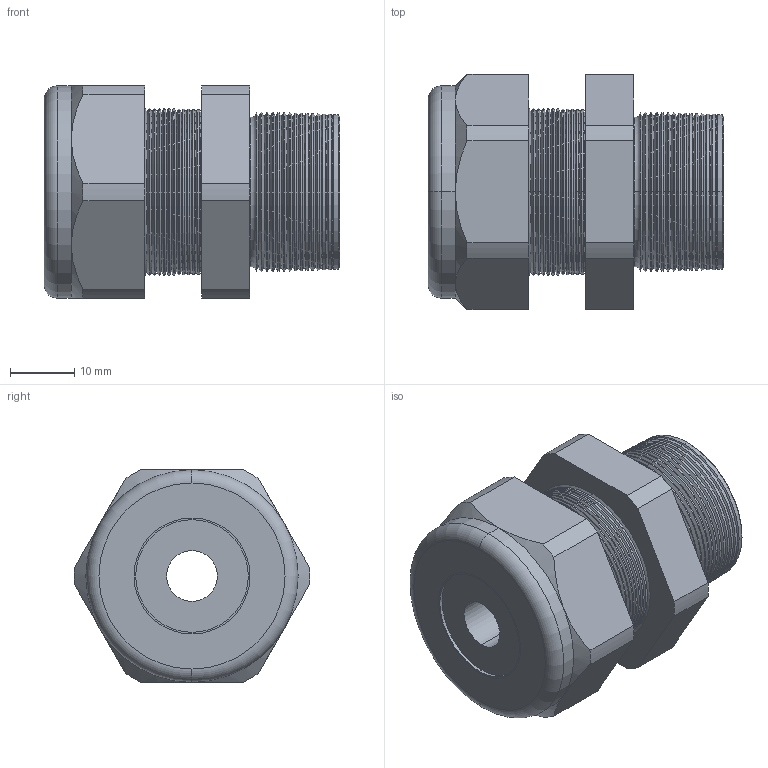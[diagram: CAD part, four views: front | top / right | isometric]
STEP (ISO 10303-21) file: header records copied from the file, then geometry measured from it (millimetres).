
FILE_DESCRIPTION (( 'STEP AP203' ), '1' );
FILE_NAME ('CD21N5-BK.STEP', '2008-11-25T07:25:02', ( 'BSI00' ), ( '' ), 'SwSTEP 2.0', 'SolidWorks 2007', '' );
FILE_SCHEMA (( 'CONFIG_CONTROL_DESIGN' ));
Length unit declared in the file: inch
Products named in the file (1): CD21N5-BK
Bounding box: 45.97 x 36.64 x 33.02 mm (x, y, z)
Volume: 22013.2 mm3; surface area: 11788.1 mm2
Topology: 2 solids, 4 shells, 226 faces, 472 edges, 254 vertices
Faces by surface type: cone 178, cylinder 22, plane 20, torus 6
Entity records: 6029 total; most frequent: DIRECTION 1150, CARTESIAN_POINT 1041, ORIENTED_EDGE 944, EDGE_CURVE 472, AXIS2_PLACEMENT_3D 463, VERTEX_POINT 254, CIRCLE 236, EDGE_LOOP 234
